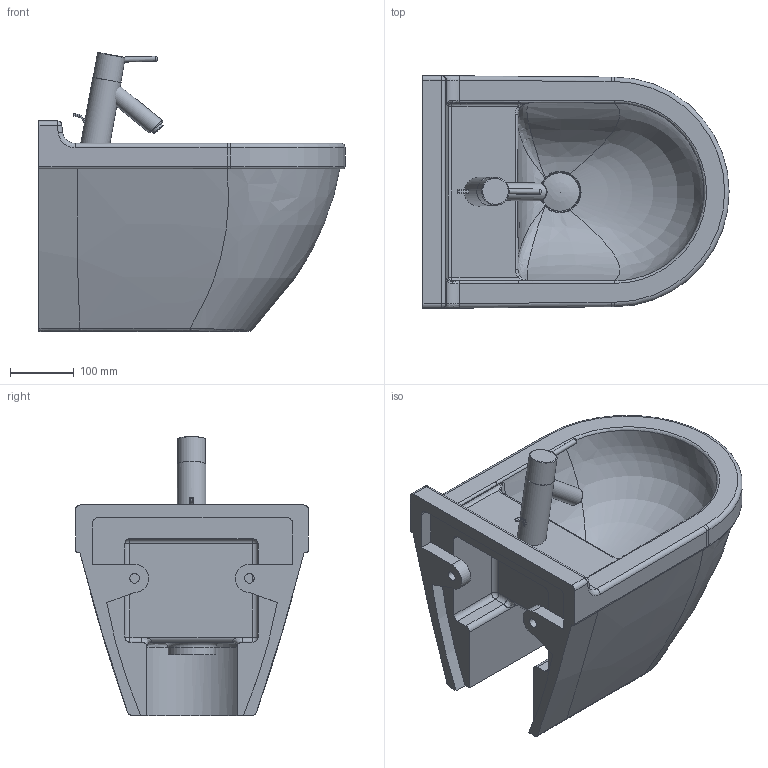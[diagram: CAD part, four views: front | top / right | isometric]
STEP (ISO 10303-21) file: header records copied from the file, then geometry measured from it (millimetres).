
FILE_DESCRIPTION((''),'2;1');
FILE_NAME('228115.stp','2012-01-18T14:59:59',('Administrator'),(''),'Autodesk Inventor 2011','Autodesk Inventor 2011','');
FILE_SCHEMA(('AUTOMOTIVE_DESIGN { 1 0 10303 214 1 1 1 1 }'));
Length unit declared in the file: millimetre
Products named in the file (10): 228115; Kelch; Stopfen; Baterie_Starck3; hebel1; Griff_2Starck3; Hebel3kurz; Halterstarck3; Neoperl_Starck3
Assembly tree (9 placements, depth 3):
  228115
    228115
    Kelch
    Stopfen
    Baterie_Starck3
      hebel1
      Griff_2Starck3
      Hebel3kurz
      Halterstarck3
      Neoperl_Starck3
Bounding box: 480.09 x 365 x 437.38 mm (x, y, z)
Volume: 17807166.5 mm3; surface area: 938709.2 mm2
Topology: 8 solids, 8 shells, 218 faces, 528 edges, 317 vertices
Faces by surface type: cylinder 71, plane 66, bspline 54, torus 15, sphere 10, cone 2
Full cylindrical faces by diameter (mm): 8 x1, 9.368 x1, 15 x2, 16 x1, 20 x2, 25 x1, 28 x1, 42 x1, 44 x2, 45 x1, 55 x1, 60 x1, 75 x1
Entity records: 9369 total; most frequent: CARTESIAN_POINT 4494, ORIENTED_EDGE 970, DIRECTION 886, EDGE_CURVE 485, AXIS2_PLACEMENT_3D 350, VERTEX_POINT 311, EDGE_LOOP 260, FACE_OUTER_BOUND 218
